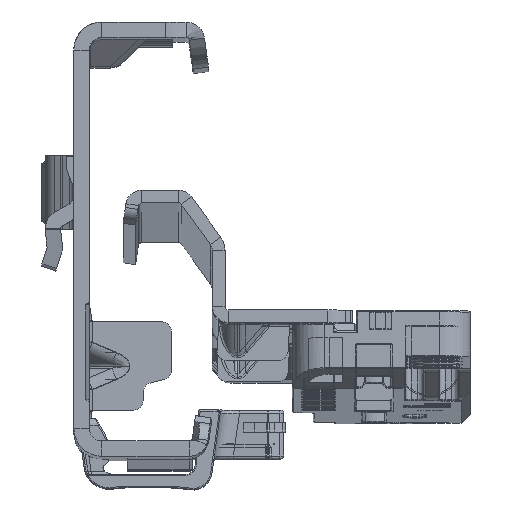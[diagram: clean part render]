
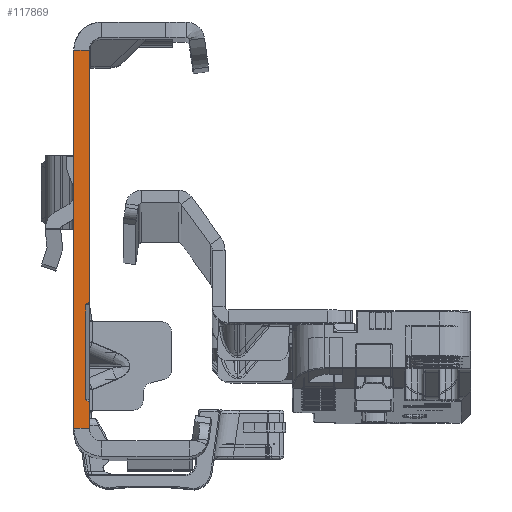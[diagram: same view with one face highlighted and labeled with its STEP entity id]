
A CAD part, top view. The second image highlights one B-rep face of the part: STEP entity #117869.
In plain terms, the highlighted planar face has unit normal (0, 0, 1).
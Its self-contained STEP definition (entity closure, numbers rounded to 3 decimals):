
#10084 = CARTESIAN_POINT ( 'NONE',  ( 0., 30., 0. ) ) ;
#10214 = LINE ( 'NONE', #107664, #96724 ) ;
#14654 = LINE ( 'NONE', #112079, #66611 ) ;
#15418 = ORIENTED_EDGE ( 'NONE', *, *, #73988, .F. ) ;
#16200 = VERTEX_POINT ( 'NONE', #96891 ) ;
#18133 = VERTEX_POINT ( 'NONE', #90075 ) ;
#19142 = AXIS2_PLACEMENT_3D ( 'NONE', #45409, #85691, #46712 ) ;
#19600 = ORIENTED_EDGE ( 'NONE', *, *, #75251, .T. ) ;
#23571 = VECTOR ( 'NONE', #68988, 1000. ) ;
#29659 = ORIENTED_EDGE ( 'NONE', *, *, #52827, .F. ) ;
#31832 = DIRECTION ( 'NONE',  ( -0.719, 0.695, 0. ) ) ;
#36373 = CARTESIAN_POINT ( 'NONE',  ( -0.536, -10.45, 0. ) ) ;
#37030 = VECTOR ( 'NONE', #44892, 1000. ) ;
#42834 = VECTOR ( 'NONE', #78832, 1000. ) ;
#43436 = DIRECTION ( 'NONE',  ( 0., -1., 0. ) ) ;
#44697 = VECTOR ( 'NONE', #83823, 1000. ) ;
#44892 = DIRECTION ( 'NONE',  ( 0.719, 0.695, 0. ) ) ;
#45092 = VERTEX_POINT ( 'NONE', #60989 ) ;
#45409 = CARTESIAN_POINT ( 'NONE',  ( -2.45, -32., 0. ) ) ;
#46712 = DIRECTION ( 'NONE',  ( 1., 0., 0. ) ) ;
#47652 = ORIENTED_EDGE ( 'NONE', *, *, #114159, .T. ) ;
#51440 = CARTESIAN_POINT ( 'NONE',  ( 0., -30., 0. ) ) ;
#51479 = VECTOR ( 'NONE', #31832, 1000. ) ;
#52827 = EDGE_CURVE ( 'NONE', #73303, #45092, #10214, .T. ) ;
#60989 = CARTESIAN_POINT ( 'NONE',  ( -0.536, -25.45, 0. ) ) ;
#62260 = CARTESIAN_POINT ( 'NONE',  ( 0., -32., 0. ) ) ;
#62919 = LINE ( 'NONE', #62260, #74776 ) ;
#63003 = CARTESIAN_POINT ( 'NONE',  ( 0.082, -26.047, 0. ) ) ;
#66611 = VECTOR ( 'NONE', #102374, 1000. ) ;
#68988 = DIRECTION ( 'NONE',  ( -1., 0., 0. ) ) ;
#71462 = LINE ( 'NONE', #63003, #51479 ) ;
#73303 = VERTEX_POINT ( 'NONE', #36373 ) ;
#73588 = EDGE_CURVE ( 'NONE', #116149, #18133, #62919, .T. ) ;
#73707 = CARTESIAN_POINT ( 'NONE',  ( -2.45, -30., 0. ) ) ;
#73988 = EDGE_CURVE ( 'NONE', #100787, #104403, #14654, .T. ) ;
#74776 = VECTOR ( 'NONE', #43436, 1000. ) ;
#75251 = EDGE_CURVE ( 'NONE', #116149, #87008, #108606, .T. ) ;
#76035 = LINE ( 'NONE', #104609, #37030 ) ;
#77476 = CARTESIAN_POINT ( 'NONE',  ( 0., 30., 0. ) ) ;
#78832 = DIRECTION ( 'NONE',  ( 0., -1., 0. ) ) ;
#83823 = DIRECTION ( 'NONE',  ( 0., -1., 0. ) ) ;
#85691 = DIRECTION ( 'NONE',  ( 0., 0., 1. ) ) ;
#87008 = VERTEX_POINT ( 'NONE', #119221 ) ;
#87415 = EDGE_CURVE ( 'NONE', #87008, #104403, #91171, .T. ) ;
#87918 = EDGE_CURVE ( 'NONE', #16200, #100787, #94226, .T. ) ;
#88314 = ORIENTED_EDGE ( 'NONE', *, *, #103466, .T. ) ;
#90075 = CARTESIAN_POINT ( 'NONE',  ( 0., -9.932, 0. ) ) ;
#91171 = LINE ( 'NONE', #108703, #42834 ) ;
#92926 = CARTESIAN_POINT ( 'NONE',  ( 0., -32., 0. ) ) ;
#94226 = LINE ( 'NONE', #92926, #44697 ) ;
#96579 = ORIENTED_EDGE ( 'NONE', *, *, #73588, .F. ) ;
#96724 = VECTOR ( 'NONE', #107019, 1000. ) ;
#96891 = CARTESIAN_POINT ( 'NONE',  ( 0., -25.968, 0. ) ) ;
#99840 = ORIENTED_EDGE ( 'NONE', *, *, #87415, .T. ) ;
#100787 = VERTEX_POINT ( 'NONE', #51440 ) ;
#102374 = DIRECTION ( 'NONE',  ( -1., 0., 0. ) ) ;
#103466 = EDGE_CURVE ( 'NONE', #16200, #45092, #71462, .T. ) ;
#104403 = VERTEX_POINT ( 'NONE', #73707 ) ;
#104609 = CARTESIAN_POINT ( 'NONE',  ( -0.259, -10.182, 0. ) ) ;
#107019 = DIRECTION ( 'NONE',  ( 0., -1., 0. ) ) ;
#107664 = CARTESIAN_POINT ( 'NONE',  ( -0.536, -9.85, 0. ) ) ;
#108606 = LINE ( 'NONE', #77476, #23571 ) ;
#108703 = CARTESIAN_POINT ( 'NONE',  ( -2.45, -32., 0. ) ) ;
#111980 = ORIENTED_EDGE ( 'NONE', *, *, #87918, .F. ) ;
#112079 = CARTESIAN_POINT ( 'NONE',  ( 0., -30., 0. ) ) ;
#114159 = EDGE_CURVE ( 'NONE', #73303, #18133, #76035, .T. ) ;
#116149 = VERTEX_POINT ( 'NONE', #10084 ) ;
#117869 = ADVANCED_FACE ( 'NONE', ( #125219 ), #123316, .T. ) ;
#119221 = CARTESIAN_POINT ( 'NONE',  ( -2.45, 30., 0. ) ) ;
#123316 = PLANE ( 'NONE',  #19142 ) ;
#125219 = FACE_OUTER_BOUND ( 'NONE', #125510, .T. ) ;
#125510 = EDGE_LOOP ( 'NONE', ( #29659, #47652, #96579, #19600, #99840, #15418, #111980, #88314 ) ) ;
